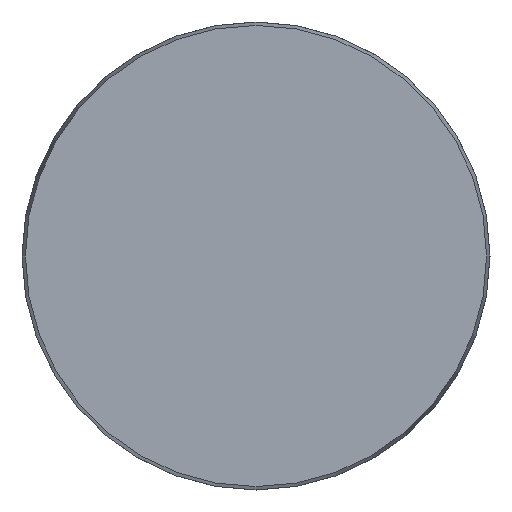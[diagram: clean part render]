
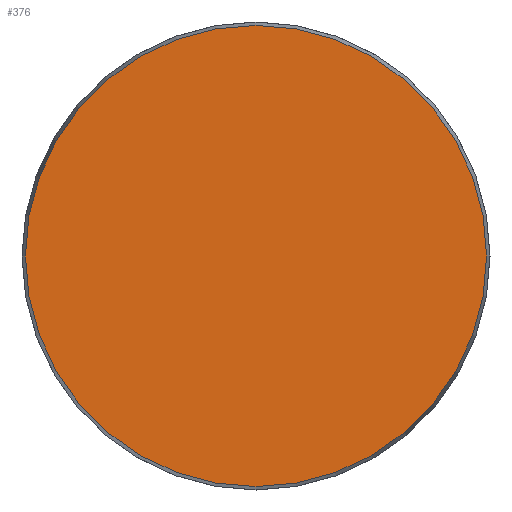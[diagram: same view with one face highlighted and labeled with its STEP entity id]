
A CAD part, front view. The second image highlights one B-rep face of the part: STEP entity #376.
In plain terms, the highlighted planar face has unit normal (0, -1, 0).
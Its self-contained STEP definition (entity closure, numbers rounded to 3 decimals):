
#8 = ORIENTED_EDGE ( 'NONE', *, *, #107, .T. ) ;
#13 = EDGE_LOOP ( 'NONE', ( #8 ) ) ;
#82 = DIRECTION ( 'NONE',  ( 0., 0., 1. ) ) ;
#86 = AXIS2_PLACEMENT_3D ( 'NONE', #495, #135, #82 ) ;
#100 = DIRECTION ( 'NONE',  ( 0., 0., -1. ) ) ;
#107 = EDGE_CURVE ( 'NONE', #339, #339, #230, .T. ) ;
#127 = PLANE ( 'NONE',  #86 ) ;
#135 = DIRECTION ( 'NONE',  ( 0., 1., 0. ) ) ;
#147 = DIRECTION ( 'NONE',  ( 0., -1., 0. ) ) ;
#163 = AXIS2_PLACEMENT_3D ( 'NONE', #502, #147, #100 ) ;
#167 = FACE_OUTER_BOUND ( 'NONE', #13, .T. ) ;
#189 = CARTESIAN_POINT ( 'NONE',  ( 0., 0., -38.425 ) ) ;
#230 = CIRCLE ( 'NONE', #163, 38.425 ) ;
#339 = VERTEX_POINT ( 'NONE', #189 ) ;
#376 = ADVANCED_FACE ( 'NONE', ( #167 ), #127, .F. ) ;
#495 = CARTESIAN_POINT ( 'NONE',  ( -38.425, 0., 0. ) ) ;
#502 = CARTESIAN_POINT ( 'NONE',  ( 0., 0., 0. ) ) ;
